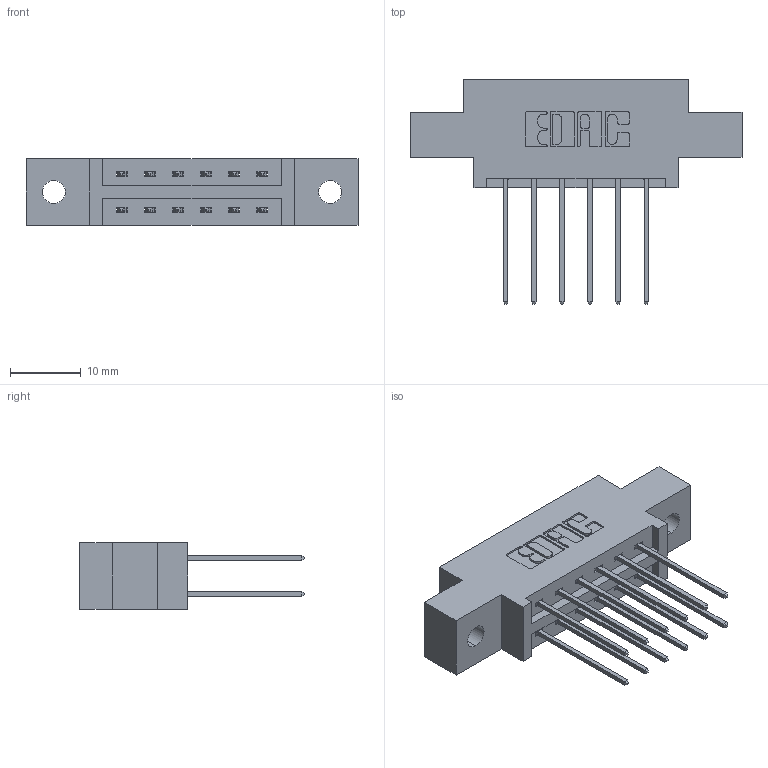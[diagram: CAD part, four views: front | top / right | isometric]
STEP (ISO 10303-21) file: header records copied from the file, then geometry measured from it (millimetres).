
FILE_DESCRIPTION (( 'STEP AP203' ), '1' );
FILE_NAME ('337-012-542-802.STEP', '2019-10-10T16:05:15', ( '' ), ( '' ), 'SwSTEP 2.0', 'SolidWorks 2016', '' );
FILE_SCHEMA (( 'CONFIG_CONTROL_DESIGN' ));
Length unit declared in the file: inch
Products named in the file (3): 345-292-001_345-293-142; 337-012-542-802; 337 Part_0.170 Offset - 0.128 Dia
Assembly tree (13 placements, depth 2):
  337-012-542-802
    337 Part_0.170 Offset - 0.128 Dia
    345-292-001_345-293-142  x12
Bounding box: 46.79 x 31.63 x 9.4 mm (x, y, z)
Volume: 4353.3 mm3; surface area: 4685.7 mm2
Topology: 13 solids, 13 shells, 766 faces, 2255 edges, 1486 vertices
Faces by surface type: plane 530, cylinder 236
Entity records: 9461 total; most frequent: CARTESIAN_POINT 1626, ORIENTED_EDGE 1562, DIRECTION 1449, EDGE_CURVE 781, VECTOR 653, LINE 653, VERTEX_POINT 518, AXIS2_PLACEMENT_3D 398
